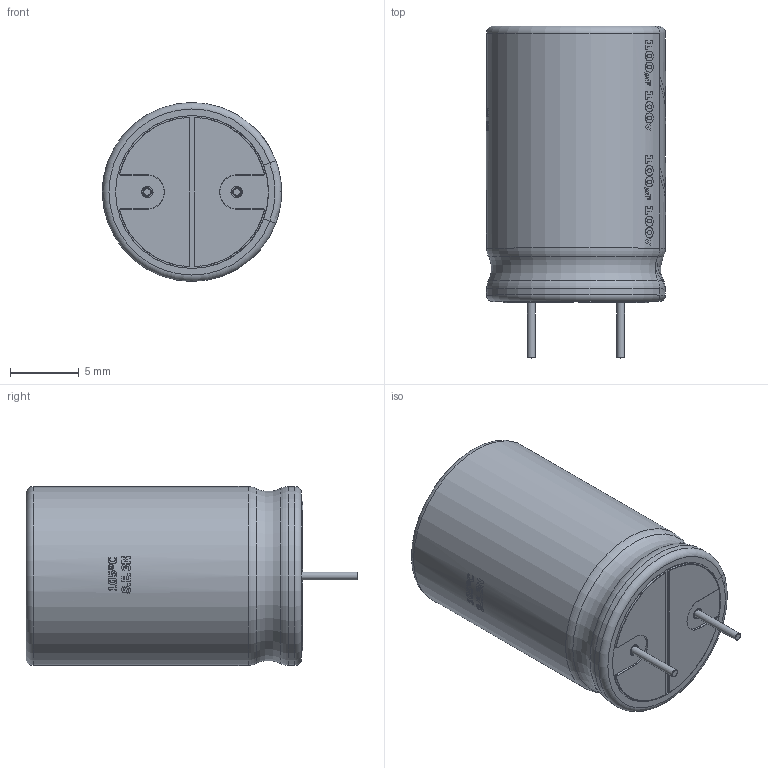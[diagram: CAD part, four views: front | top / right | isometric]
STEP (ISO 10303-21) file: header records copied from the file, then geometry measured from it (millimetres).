
FILE_DESCRIPTION(/* description */ (''),/* implementation_level */ '2;1');
FILE_NAME(/* name */ '100uF 100V electr 13 x20mm -P.diameter 6.5mm-Black-White.stp',/* time_stamp */ '2023-02-17T03:04:08+01:00',/* author */ ('JOSE LUIS'),/* organization */ (''),/* preprocessor_version */ 'ST-DEVELOPER v18',/* originating_system */ 'Autodesk Inventor 2020',/* authorisation */ '');
FILE_SCHEMA (('AUTOMOTIVE_DESIGN { 1 0 10303 214 3 1 1 }'));
Length unit declared in the file: millimetre
Products named in the file (1): 100uF 100V electr 13 x20mm -P.diameter 6.5mm-Black-Yellow
Bounding box: 13 x 24.1 x 13 mm (x, y, z)
Volume: 2629.4 mm3; surface area: 1098.4 mm2
Topology: 1 solids, 1 shells, 176 faces, 701 edges, 575 vertices
Faces by surface type: cylinder 97, torus 43, plane 32, cone 4
Full cylindrical faces by diameter (mm): 0.55 x2, 0.62 x2, 0.8 x2, 11 x1, 11.1 x1
Entity records: 9686 total; most frequent: CARTESIAN_POINT 3571, ORIENTED_EDGE 1402, DIRECTION 1051, EDGE_CURVE 701, VERTEX_POINT 575, AXIS2_PLACEMENT_3D 430, B_SPLINE_CURVE_WITH_KNOTS 257, CIRCLE 233
